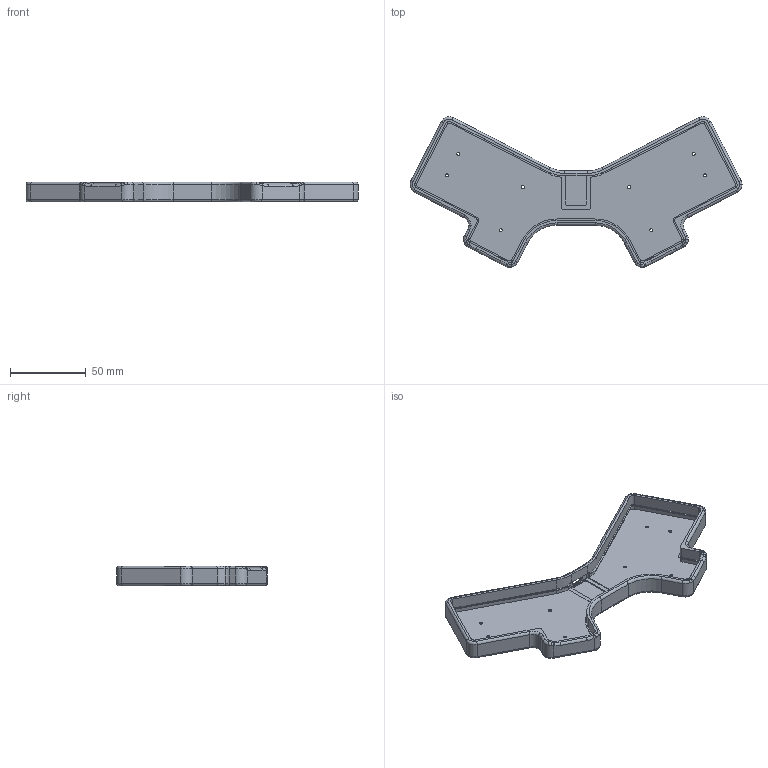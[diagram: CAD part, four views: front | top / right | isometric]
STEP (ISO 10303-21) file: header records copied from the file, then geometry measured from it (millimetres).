
FILE_DESCRIPTION(('HOOPS Exchange Step'),'2;1');
FILE_NAME('temp_export','2026-01-11T08:53:11-05:00',('jscotto'),('Shapr3D Limited'),'HOOPS Exchange 2025.7','Shapr3D','Authorized');
FILE_SCHEMA( ('AP242_MANAGED_MODEL_BASED_3D_ENGINEERING_MIM_LF {1 0 10303 442 1 1 4}') );
Length unit declared in the file: millimetre
Products named in the file (1): Case
Bounding box: 219.2 x 99.49 x 13 mm (x, y, z)
Volume: 39126.4 mm3; surface area: 39117.8 mm2
Topology: 1 solids, 1 shells, 258 faces, 668 edges, 412 vertices
Faces by surface type: cylinder 109, plane 74, torus 41, cone 24, bspline 10
Full cylindrical faces by diameter (mm): 2 x8
Entity records: 9477 total; most frequent: CARTESIAN_POINT 2912, DIRECTION 1451, ORIENTED_EDGE 1336, EDGE_CURVE 668, AXIS2_PLACEMENT_3D 564, VERTEX_POINT 412, VECTOR 323, LINE 323
